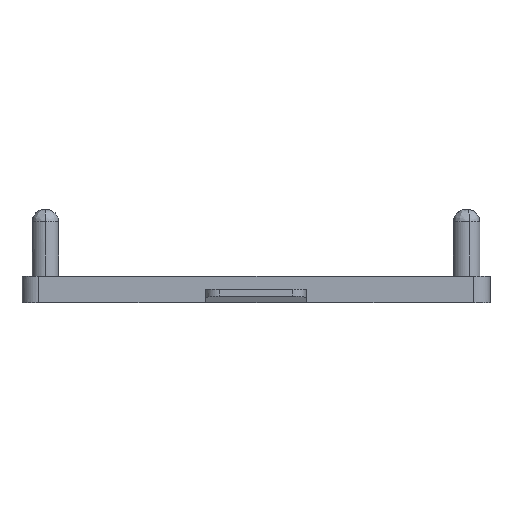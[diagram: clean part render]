
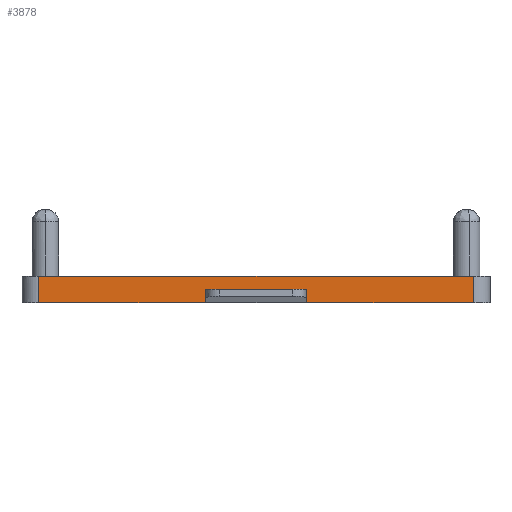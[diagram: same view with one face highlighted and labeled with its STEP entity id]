
A CAD part, left-side view. The second image highlights one B-rep face of the part: STEP entity #3878.
In plain terms, the highlighted free-form (B-spline) face has degree [1, 1] with [2, 2] control points.
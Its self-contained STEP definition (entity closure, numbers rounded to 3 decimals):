
#3878 = ADVANCED_FACE('',(#3879),#3937,.F.);
#3879 = FACE_BOUND('',#3880,.T.);
#3880 = EDGE_LOOP('',(#3881,#3890,#3897,#3904,#3911,#3918,#3925,#3932));
#3881 = ORIENTED_EDGE('',*,*,#3882,.T.);
#3882 = EDGE_CURVE('',#3883,#3885,#3887,.T.);
#3883 = VERTEX_POINT('',#3884);
#3884 = CARTESIAN_POINT('',(-90.53,-12.51,0.));
#3885 = VERTEX_POINT('',#3886);
#3886 = CARTESIAN_POINT('',(-90.53,-53.495,0.));
#3887 = B_SPLINE_CURVE_WITH_KNOTS('',1,(#3888,#3889),.UNSPECIFIED.,.F.,
  .F.,(2,2),(-54.8,-5.),.PIECEWISE_BEZIER_KNOTS.);
#3888 = CARTESIAN_POINT('',(-90.53,-12.51,0.));
#3889 = CARTESIAN_POINT('',(-90.53,-53.495,0.));
#3890 = ORIENTED_EDGE('',*,*,#3891,.T.);
#3891 = EDGE_CURVE('',#3885,#3892,#3894,.T.);
#3892 = VERTEX_POINT('',#3893);
#3893 = CARTESIAN_POINT('',(-90.53,-53.495,
    6.584));
#3894 = B_SPLINE_CURVE_WITH_KNOTS('',1,(#3895,#3896),.UNSPECIFIED.,.F.,
  .F.,(2,2),(-8.,0.),.PIECEWISE_BEZIER_KNOTS.);
#3895 = CARTESIAN_POINT('',(-90.53,-53.495,0.));
#3896 = CARTESIAN_POINT('',(-90.53,-53.495,
    6.584));
#3897 = ORIENTED_EDGE('',*,*,#3898,.F.);
#3898 = EDGE_CURVE('',#3899,#3892,#3901,.T.);
#3899 = VERTEX_POINT('',#3900);
#3900 = CARTESIAN_POINT('',(-90.53,53.495,
    6.584));
#3901 = B_SPLINE_CURVE_WITH_KNOTS('',1,(#3902,#3903),.UNSPECIFIED.,.F.,
  .F.,(2,2),(-135.,-5.),.PIECEWISE_BEZIER_KNOTS.);
#3902 = CARTESIAN_POINT('',(-90.53,53.495,
    6.584));
#3903 = CARTESIAN_POINT('',(-90.53,-53.495,
    6.584));
#3904 = ORIENTED_EDGE('',*,*,#3905,.T.);
#3905 = EDGE_CURVE('',#3899,#3906,#3908,.T.);
#3906 = VERTEX_POINT('',#3907);
#3907 = CARTESIAN_POINT('',(-90.53,53.495,0.));
#3908 = B_SPLINE_CURVE_WITH_KNOTS('',1,(#3909,#3910),.UNSPECIFIED.,.F.,
  .F.,(2,2),(0.,8.),.PIECEWISE_BEZIER_KNOTS.);
#3909 = CARTESIAN_POINT('',(-90.53,53.495,
    6.584));
#3910 = CARTESIAN_POINT('',(-90.53,53.495,0.));
#3911 = ORIENTED_EDGE('',*,*,#3912,.T.);
#3912 = EDGE_CURVE('',#3906,#3913,#3915,.T.);
#3913 = VERTEX_POINT('',#3914);
#3914 = CARTESIAN_POINT('',(-90.53,12.51,0.));
#3915 = B_SPLINE_CURVE_WITH_KNOTS('',1,(#3916,#3917),.UNSPECIFIED.,.F.,
  .F.,(2,2),(-135.,-85.2),.PIECEWISE_BEZIER_KNOTS.);
#3916 = CARTESIAN_POINT('',(-90.53,53.495,0.));
#3917 = CARTESIAN_POINT('',(-90.53,12.51,0.));
#3918 = ORIENTED_EDGE('',*,*,#3919,.T.);
#3919 = EDGE_CURVE('',#3913,#3920,#3922,.T.);
#3920 = VERTEX_POINT('',#3921);
#3921 = CARTESIAN_POINT('',(-90.53,12.51,
    3.292));
#3922 = B_SPLINE_CURVE_WITH_KNOTS('',1,(#3923,#3924),.UNSPECIFIED.,.F.,
  .F.,(2,2),(-8.,-4.),.PIECEWISE_BEZIER_KNOTS.);
#3923 = CARTESIAN_POINT('',(-90.53,12.51,0.));
#3924 = CARTESIAN_POINT('',(-90.53,12.51,
    3.292));
#3925 = ORIENTED_EDGE('',*,*,#3926,.T.);
#3926 = EDGE_CURVE('',#3920,#3927,#3929,.T.);
#3927 = VERTEX_POINT('',#3928);
#3928 = CARTESIAN_POINT('',(-90.53,-12.51,
    3.292));
#3929 = B_SPLINE_CURVE_WITH_KNOTS('',1,(#3930,#3931),.UNSPECIFIED.,.F.,
  .F.,(2,2),(-85.2,-54.8),.PIECEWISE_BEZIER_KNOTS.);
#3930 = CARTESIAN_POINT('',(-90.53,12.51,
    3.292));
#3931 = CARTESIAN_POINT('',(-90.53,-12.51,
    3.292));
#3932 = ORIENTED_EDGE('',*,*,#3933,.T.);
#3933 = EDGE_CURVE('',#3927,#3883,#3934,.T.);
#3934 = B_SPLINE_CURVE_WITH_KNOTS('',1,(#3935,#3936),.UNSPECIFIED.,.F.,
  .F.,(2,2),(4.,8.),.PIECEWISE_BEZIER_KNOTS.);
#3935 = CARTESIAN_POINT('',(-90.53,-12.51,
    3.292));
#3936 = CARTESIAN_POINT('',(-90.53,-12.51,0.));
#3937 = B_SPLINE_SURFACE_WITH_KNOTS('',1,1,(
    (#3938,#3939)
    ,(#3940,#3941
    )),.UNSPECIFIED.,.F.,.F.,.F.,(2,2),(2,2),(0.,8.),(5.,135.),
  .PIECEWISE_BEZIER_KNOTS.);
#3938 = CARTESIAN_POINT('',(-90.53,-53.495,
    6.584));
#3939 = CARTESIAN_POINT('',(-90.53,53.495,
    6.584));
#3940 = CARTESIAN_POINT('',(-90.53,-53.495,0.));
#3941 = CARTESIAN_POINT('',(-90.53,53.495,0.));
